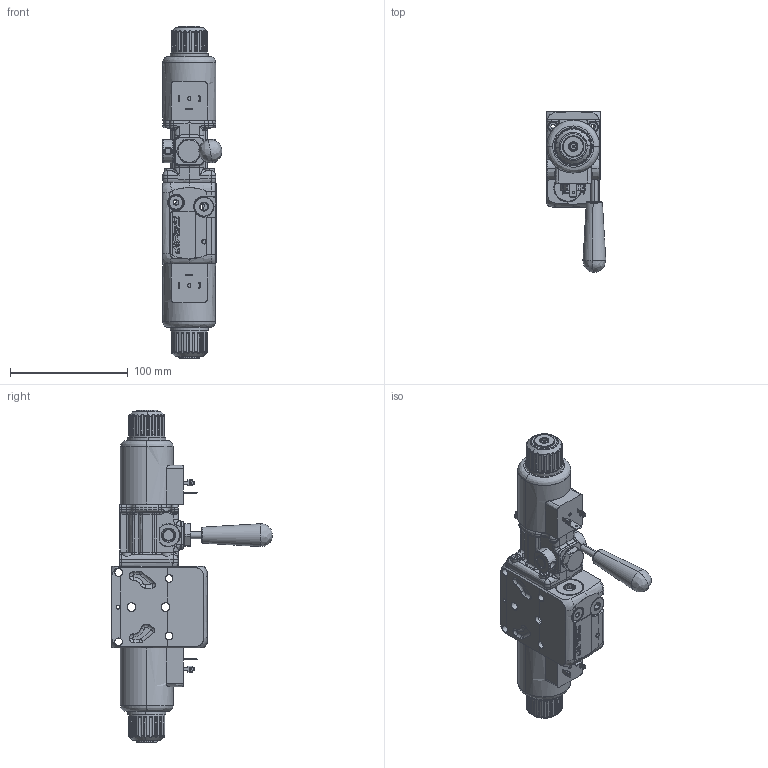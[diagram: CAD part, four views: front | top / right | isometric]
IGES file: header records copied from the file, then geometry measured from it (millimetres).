
Start section: SolidWorks IGES file using analytic representation for surfaces
Global section: file name: CXDH3CA--N---LR1.igs; native system: SolidWorks 2014; preprocessor: SolidWorks 2014; author: serviziopdm; date: 160421.094507; units: millimetre
Bounding box: 50.75 x 137 x 282.5 mm (x, y, z)
Surface area: 91095.4 mm2 (no closed solid volume)
Topology: 0 solids, 0 shells, 1578 faces, 21222 edges, 21187 vertices
Faces by surface type: bspline 851, revolution 727
